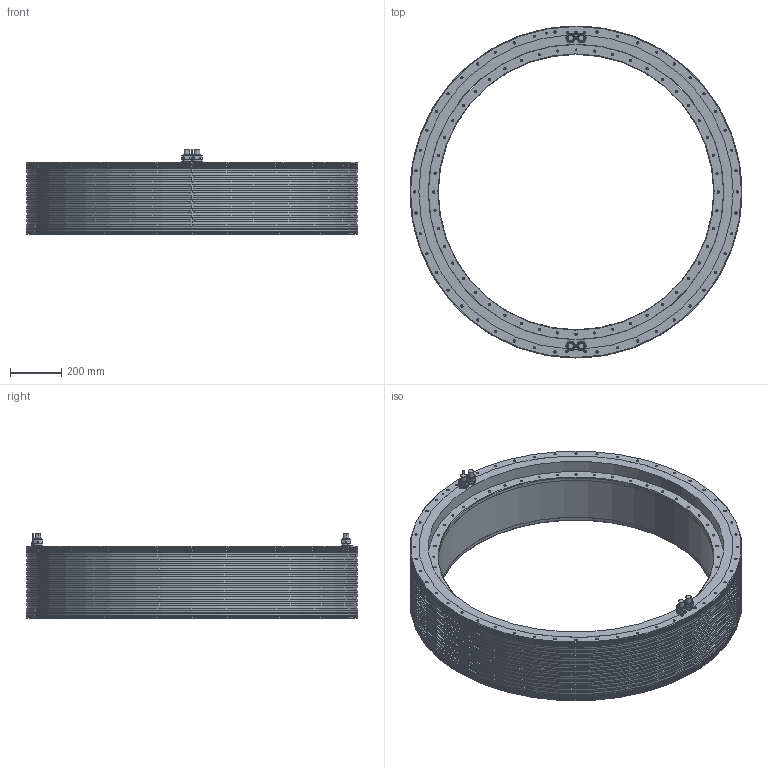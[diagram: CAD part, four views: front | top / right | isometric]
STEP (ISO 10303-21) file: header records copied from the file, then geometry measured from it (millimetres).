
FILE_DESCRIPTION((''),'2;1');
FILE_NAME('PRT0001_1_ASM','2016-08-08T',('ch5533'),(''),'PRO/ENGINEER BY PARAMETRIC TECHNOLOGY CORPORATION, 2014000','PRO/ENGINEER BY PARAMETRIC TECHNOLOGY CORPORATION, 2014000','');
FILE_SCHEMA(('CONFIG_CONTROL_DESIGN'));
Length unit declared in the file: millimetre
Products named in the file (7): BREP_WITH_VOIDS_89717; MANIFOLD_SOLID_BREP_90305; MANIFOLD_SOLID_BREP_90893; MANIFOLD_SOLID_BREP_91481; MANIFOLD_SOLID_BREP_92069; MANIFOLD_SOLID_BREP_105544; PRT0001_1_ASM
Assembly tree (6 placements, depth 2):
  PRT0001_1_ASM
    BREP_WITH_VOIDS_89717
    MANIFOLD_SOLID_BREP_90305
    MANIFOLD_SOLID_BREP_90893
    MANIFOLD_SOLID_BREP_91481
    MANIFOLD_SOLID_BREP_92069
    MANIFOLD_SOLID_BREP_105544
Bounding box: 1290 x 1290 x 329.8 mm (x, y, z)
Volume: 100517685.8 mm3; surface area: 5324470.6 mm2
Topology: 6 solids, 29 shells, 1593 faces, 4146 edges, 2436 vertices
Faces by surface type: cylinder 707, cone 490, plane 242, torus 130, revolution 16, sphere 8
Entity records: 58037 total; most frequent: DIRECTION 9034, CARTESIAN_POINT 8542, ORIENTED_EDGE 7492, AXIS2_PLACEMENT_3D 3770, EDGE_CURVE 3746, VERTEX_POINT 2436, CIRCLE 2180, EDGE_LOOP 1868
